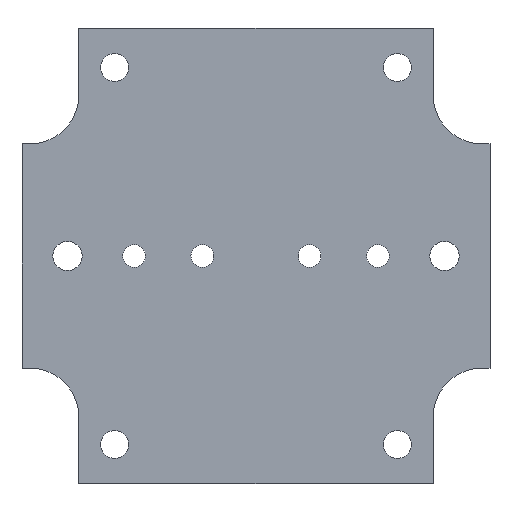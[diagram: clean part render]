
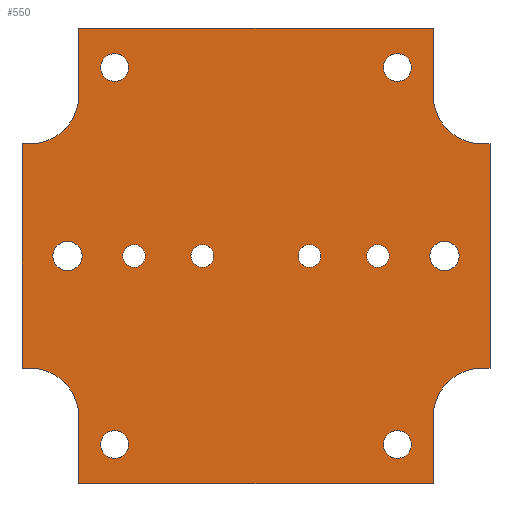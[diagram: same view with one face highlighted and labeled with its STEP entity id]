
A CAD part, top view. The second image highlights one B-rep face of the part: STEP entity #550.
In plain terms, the highlighted planar face has unit normal (0, 0, 1).
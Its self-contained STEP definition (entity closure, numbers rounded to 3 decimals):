
#28=LINE('',#857,#68);
#31=LINE('',#865,#71);
#33=LINE('',#869,#73);
#35=LINE('',#873,#75);
#38=LINE('',#881,#78);
#40=LINE('',#885,#80);
#42=LINE('',#889,#82);
#45=LINE('',#897,#85);
#47=LINE('',#901,#87);
#49=LINE('',#905,#89);
#52=LINE('',#913,#92);
#54=LINE('',#916,#94);
#68=VECTOR('',#702,10.);
#71=VECTOR('',#711,10.);
#73=VECTOR('',#715,10.);
#75=VECTOR('',#719,10.);
#78=VECTOR('',#728,10.);
#80=VECTOR('',#732,10.);
#82=VECTOR('',#736,10.);
#85=VECTOR('',#745,10.);
#87=VECTOR('',#749,10.);
#89=VECTOR('',#753,10.);
#92=VECTOR('',#762,10.);
#94=VECTOR('',#766,10.);
#108=PLANE('',#614);
#129=FACE_BOUND('',#215,.T.);
#130=FACE_BOUND('',#216,.T.);
#131=FACE_BOUND('',#217,.T.);
#132=FACE_BOUND('',#218,.T.);
#133=FACE_BOUND('',#219,.T.);
#134=FACE_BOUND('',#220,.T.);
#135=FACE_BOUND('',#221,.T.);
#136=FACE_BOUND('',#222,.T.);
#137=FACE_BOUND('',#223,.T.);
#138=FACE_BOUND('',#224,.T.);
#166=FACE_OUTER_BOUND('',#214,.T.);
#214=EDGE_LOOP('',(#483,#484,#485,#486,#487,#488,#489,#490,#491,#492,#493,
#494,#495,#496,#497,#498));
#215=EDGE_LOOP('',(#499));
#216=EDGE_LOOP('',(#500));
#217=EDGE_LOOP('',(#501));
#218=EDGE_LOOP('',(#502));
#219=EDGE_LOOP('',(#503));
#220=EDGE_LOOP('',(#504));
#221=EDGE_LOOP('',(#505));
#222=EDGE_LOOP('',(#506));
#223=EDGE_LOOP('',(#507));
#224=EDGE_LOOP('',(#508));
#226=CIRCLE('',#561,2.25);
#228=CIRCLE('',#564,2.25);
#230=CIRCLE('',#567,2.15);
#232=CIRCLE('',#570,2.15);
#234=CIRCLE('',#573,2.15);
#236=CIRCLE('',#576,2.15);
#238=CIRCLE('',#579,1.75);
#240=CIRCLE('',#582,1.75);
#242=CIRCLE('',#585,1.75);
#244=CIRCLE('',#588,1.75);
#249=CIRCLE('',#596,7.5);
#250=CIRCLE('',#601,7.5);
#251=CIRCLE('',#606,7.5);
#252=CIRCLE('',#611,7.5);
#254=VERTEX_POINT('',#773);
#256=VERTEX_POINT('',#778);
#258=VERTEX_POINT('',#783);
#260=VERTEX_POINT('',#788);
#262=VERTEX_POINT('',#793);
#264=VERTEX_POINT('',#798);
#266=VERTEX_POINT('',#803);
#268=VERTEX_POINT('',#808);
#270=VERTEX_POINT('',#813);
#272=VERTEX_POINT('',#818);
#289=VERTEX_POINT('',#854);
#290=VERTEX_POINT('',#856);
#291=VERTEX_POINT('',#860);
#292=VERTEX_POINT('',#864);
#293=VERTEX_POINT('',#868);
#294=VERTEX_POINT('',#872);
#295=VERTEX_POINT('',#876);
#296=VERTEX_POINT('',#880);
#297=VERTEX_POINT('',#884);
#298=VERTEX_POINT('',#888);
#299=VERTEX_POINT('',#892);
#300=VERTEX_POINT('',#896);
#301=VERTEX_POINT('',#900);
#302=VERTEX_POINT('',#904);
#303=VERTEX_POINT('',#908);
#304=VERTEX_POINT('',#912);
#306=EDGE_CURVE('',#254,#254,#226,.T.);
#308=EDGE_CURVE('',#256,#256,#228,.T.);
#310=EDGE_CURVE('',#258,#258,#230,.T.);
#312=EDGE_CURVE('',#260,#260,#232,.T.);
#314=EDGE_CURVE('',#262,#262,#234,.T.);
#316=EDGE_CURVE('',#264,#264,#236,.T.);
#318=EDGE_CURVE('',#266,#266,#238,.T.);
#320=EDGE_CURVE('',#268,#268,#240,.T.);
#322=EDGE_CURVE('',#270,#270,#242,.T.);
#324=EDGE_CURVE('',#272,#272,#244,.T.);
#342=EDGE_CURVE('',#290,#289,#28,.T.);
#344=EDGE_CURVE('',#291,#290,#249,.T.);
#346=EDGE_CURVE('',#292,#291,#31,.T.);
#348=EDGE_CURVE('',#293,#292,#33,.T.);
#350=EDGE_CURVE('',#294,#293,#35,.T.);
#352=EDGE_CURVE('',#295,#294,#250,.T.);
#354=EDGE_CURVE('',#296,#295,#38,.T.);
#356=EDGE_CURVE('',#297,#296,#40,.T.);
#358=EDGE_CURVE('',#298,#297,#42,.T.);
#360=EDGE_CURVE('',#299,#298,#251,.T.);
#362=EDGE_CURVE('',#300,#299,#45,.T.);
#364=EDGE_CURVE('',#301,#300,#47,.T.);
#366=EDGE_CURVE('',#302,#301,#49,.T.);
#368=EDGE_CURVE('',#303,#302,#252,.T.);
#370=EDGE_CURVE('',#304,#303,#52,.T.);
#372=EDGE_CURVE('',#289,#304,#54,.T.);
#483=ORIENTED_EDGE('',*,*,#372,.T.);
#484=ORIENTED_EDGE('',*,*,#370,.T.);
#485=ORIENTED_EDGE('',*,*,#368,.T.);
#486=ORIENTED_EDGE('',*,*,#366,.T.);
#487=ORIENTED_EDGE('',*,*,#364,.T.);
#488=ORIENTED_EDGE('',*,*,#362,.T.);
#489=ORIENTED_EDGE('',*,*,#360,.T.);
#490=ORIENTED_EDGE('',*,*,#358,.T.);
#491=ORIENTED_EDGE('',*,*,#356,.T.);
#492=ORIENTED_EDGE('',*,*,#354,.T.);
#493=ORIENTED_EDGE('',*,*,#352,.T.);
#494=ORIENTED_EDGE('',*,*,#350,.T.);
#495=ORIENTED_EDGE('',*,*,#348,.T.);
#496=ORIENTED_EDGE('',*,*,#346,.T.);
#497=ORIENTED_EDGE('',*,*,#344,.T.);
#498=ORIENTED_EDGE('',*,*,#342,.T.);
#499=ORIENTED_EDGE('',*,*,#306,.T.);
#500=ORIENTED_EDGE('',*,*,#308,.T.);
#501=ORIENTED_EDGE('',*,*,#310,.T.);
#502=ORIENTED_EDGE('',*,*,#312,.T.);
#503=ORIENTED_EDGE('',*,*,#314,.T.);
#504=ORIENTED_EDGE('',*,*,#316,.T.);
#505=ORIENTED_EDGE('',*,*,#318,.T.);
#506=ORIENTED_EDGE('',*,*,#320,.T.);
#507=ORIENTED_EDGE('',*,*,#322,.T.);
#508=ORIENTED_EDGE('',*,*,#324,.T.);
#550=ADVANCED_FACE('',(#166,#129,#130,#131,#132,#133,#134,#135,#136,#137,
#138),#108,.T.);
#561=AXIS2_PLACEMENT_3D('',#774,#621,#622);
#564=AXIS2_PLACEMENT_3D('',#779,#627,#628);
#567=AXIS2_PLACEMENT_3D('',#784,#633,#634);
#570=AXIS2_PLACEMENT_3D('',#789,#639,#640);
#573=AXIS2_PLACEMENT_3D('',#794,#645,#646);
#576=AXIS2_PLACEMENT_3D('',#799,#651,#652);
#579=AXIS2_PLACEMENT_3D('',#804,#657,#658);
#582=AXIS2_PLACEMENT_3D('',#809,#663,#664);
#585=AXIS2_PLACEMENT_3D('',#814,#669,#670);
#588=AXIS2_PLACEMENT_3D('',#819,#675,#676);
#596=AXIS2_PLACEMENT_3D('',#861,#706,#707);
#601=AXIS2_PLACEMENT_3D('',#877,#723,#724);
#606=AXIS2_PLACEMENT_3D('',#893,#740,#741);
#611=AXIS2_PLACEMENT_3D('',#909,#757,#758);
#614=AXIS2_PLACEMENT_3D('',#917,#767,#768);
#621=DIRECTION('center_axis',(0.,0.,-1.));
#622=DIRECTION('ref_axis',(-1.,0.,0.));
#627=DIRECTION('center_axis',(0.,0.,-1.));
#628=DIRECTION('ref_axis',(-1.,0.,0.));
#633=DIRECTION('center_axis',(0.,0.,-1.));
#634=DIRECTION('ref_axis',(-1.,0.,0.));
#639=DIRECTION('center_axis',(0.,0.,-1.));
#640=DIRECTION('ref_axis',(-1.,0.,0.));
#645=DIRECTION('center_axis',(0.,0.,-1.));
#646=DIRECTION('ref_axis',(-1.,0.,0.));
#651=DIRECTION('center_axis',(0.,0.,-1.));
#652=DIRECTION('ref_axis',(-1.,0.,0.));
#657=DIRECTION('center_axis',(0.,0.,-1.));
#658=DIRECTION('ref_axis',(-1.,0.,0.));
#663=DIRECTION('center_axis',(0.,0.,-1.));
#664=DIRECTION('ref_axis',(-1.,0.,0.));
#669=DIRECTION('center_axis',(0.,0.,-1.));
#670=DIRECTION('ref_axis',(-1.,0.,0.));
#675=DIRECTION('center_axis',(0.,0.,-1.));
#676=DIRECTION('ref_axis',(-1.,0.,0.));
#702=DIRECTION('',(0.,1.,0.));
#706=DIRECTION('center_axis',(0.,0.,-1.));
#707=DIRECTION('ref_axis',(-1.,0.,0.));
#711=DIRECTION('',(-1.,0.,0.));
#715=DIRECTION('',(0.,1.,0.));
#719=DIRECTION('',(1.,0.,0.));
#723=DIRECTION('center_axis',(0.,0.,-1.));
#724=DIRECTION('ref_axis',(0.,1.,0.));
#728=DIRECTION('',(0.,1.,0.));
#732=DIRECTION('',(1.,0.,0.));
#736=DIRECTION('',(0.,-1.,0.));
#740=DIRECTION('center_axis',(0.,0.,-1.));
#741=DIRECTION('ref_axis',(1.,0.,0.));
#745=DIRECTION('',(1.,0.,0.));
#749=DIRECTION('',(0.,-1.,0.));
#753=DIRECTION('',(-1.,0.,0.));
#757=DIRECTION('center_axis',(0.,0.,-1.));
#758=DIRECTION('ref_axis',(0.,-1.,0.));
#762=DIRECTION('',(0.,-1.,0.));
#766=DIRECTION('',(-1.,0.,0.));
#767=DIRECTION('center_axis',(0.,0.,1.));
#768=DIRECTION('ref_axis',(1.,0.,0.));
#773=CARTESIAN_POINT('',(-26.75,0.,0.75));
#774=CARTESIAN_POINT('Origin',(-29.,0.,0.75));
#778=CARTESIAN_POINT('',(31.25,0.,0.75));
#779=CARTESIAN_POINT('Origin',(29.,0.,0.75));
#783=CARTESIAN_POINT('',(-19.6,-29.,0.75));
#784=CARTESIAN_POINT('Origin',(-21.75,-29.,0.75));
#788=CARTESIAN_POINT('',(23.9,-29.,0.75));
#789=CARTESIAN_POINT('Origin',(21.75,-29.,0.75));
#793=CARTESIAN_POINT('',(23.9,29.,0.75));
#794=CARTESIAN_POINT('Origin',(21.75,29.,0.75));
#798=CARTESIAN_POINT('',(-19.6,29.,0.75));
#799=CARTESIAN_POINT('Origin',(-21.75,29.,0.75));
#803=CARTESIAN_POINT('',(20.5,0.,0.75));
#804=CARTESIAN_POINT('Origin',(18.75,0.,0.75));
#808=CARTESIAN_POINT('',(10.,0.,0.75));
#809=CARTESIAN_POINT('Origin',(8.25,0.,0.75));
#813=CARTESIAN_POINT('',(-6.5,0.,0.75));
#814=CARTESIAN_POINT('Origin',(-8.25,0.,0.75));
#818=CARTESIAN_POINT('',(-17.,0.,0.75));
#819=CARTESIAN_POINT('Origin',(-18.75,0.,0.75));
#854=CARTESIAN_POINT('',(27.25,35.,0.75));
#856=CARTESIAN_POINT('',(27.25,24.75,0.75));
#857=CARTESIAN_POINT('',(27.25,35.,0.75));
#860=CARTESIAN_POINT('',(34.75,17.25,0.75));
#861=CARTESIAN_POINT('Origin',(34.75,24.75,0.75));
#864=CARTESIAN_POINT('',(36.,17.25,0.75));
#865=CARTESIAN_POINT('',(34.75,17.25,0.75));
#868=CARTESIAN_POINT('',(36.,-17.25,0.75));
#869=CARTESIAN_POINT('',(36.,17.25,0.75));
#872=CARTESIAN_POINT('',(34.75,-17.25,0.75));
#873=CARTESIAN_POINT('',(36.,-17.25,0.75));
#876=CARTESIAN_POINT('',(27.25,-24.75,0.75));
#877=CARTESIAN_POINT('Origin',(34.75,-24.75,0.75));
#880=CARTESIAN_POINT('',(27.25,-35.,0.75));
#881=CARTESIAN_POINT('',(27.25,-24.75,0.75));
#884=CARTESIAN_POINT('',(-27.25,-35.,0.75));
#885=CARTESIAN_POINT('',(27.25,-35.,0.75));
#888=CARTESIAN_POINT('',(-27.25,-24.75,0.75));
#889=CARTESIAN_POINT('',(-27.25,-35.,0.75));
#892=CARTESIAN_POINT('',(-34.75,-17.25,0.75));
#893=CARTESIAN_POINT('Origin',(-34.75,-24.75,0.75));
#896=CARTESIAN_POINT('',(-36.,-17.25,0.75));
#897=CARTESIAN_POINT('',(-34.75,-17.25,0.75));
#900=CARTESIAN_POINT('',(-36.,17.25,0.75));
#901=CARTESIAN_POINT('',(-36.,-17.25,0.75));
#904=CARTESIAN_POINT('',(-34.75,17.25,0.75));
#905=CARTESIAN_POINT('',(-36.,17.25,0.75));
#908=CARTESIAN_POINT('',(-27.25,24.75,0.75));
#909=CARTESIAN_POINT('Origin',(-34.75,24.75,0.75));
#912=CARTESIAN_POINT('',(-27.25,35.,0.75));
#913=CARTESIAN_POINT('',(-27.25,24.75,0.75));
#916=CARTESIAN_POINT('',(-27.25,35.,0.75));
#917=CARTESIAN_POINT('Origin',(0.,0.,
0.75));
